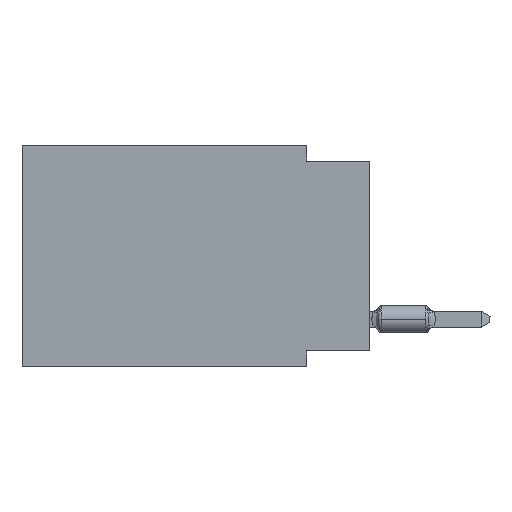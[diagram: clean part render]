
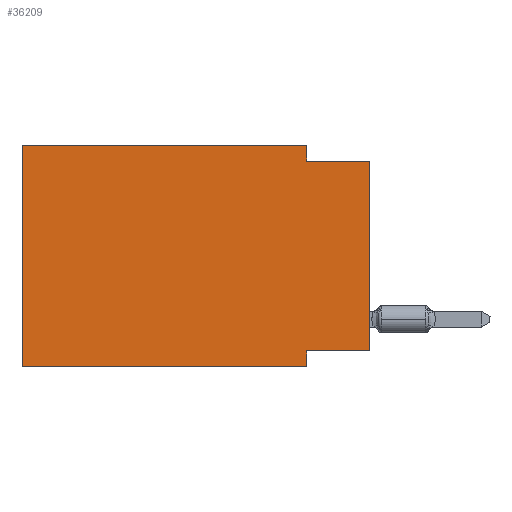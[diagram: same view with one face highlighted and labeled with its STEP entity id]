
A CAD part, left-side view. The second image highlights one B-rep face of the part: STEP entity #36209.
In plain terms, the highlighted planar face has unit normal (-1, 0, 0).
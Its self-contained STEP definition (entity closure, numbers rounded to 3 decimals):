
#1591 = DIRECTION ( 'NONE',  ( 0., 0., -1. ) ) ;
#3011 = ORIENTED_EDGE ( 'NONE', *, *, #9285, .F. ) ;
#5440 = CARTESIAN_POINT ( 'NONE',  ( 0., 13.97, 0. ) ) ;
#6228 = CARTESIAN_POINT ( 'NONE',  ( 0., 0., -8.255 ) ) ;
#6824 = VERTEX_POINT ( 'NONE', #35870 ) ;
#7641 = VERTEX_POINT ( 'NONE', #75283 ) ;
#8358 = ORIENTED_EDGE ( 'NONE', *, *, #39441, .F. ) ;
#9285 = EDGE_CURVE ( 'NONE', #64747, #6824, #64892, .T. ) ;
#12044 = LINE ( 'NONE', #46931, #57431 ) ;
#14031 = LINE ( 'NONE', #5440, #112740 ) ;
#16365 = VERTEX_POINT ( 'NONE', #54121 ) ;
#20132 = VECTOR ( 'NONE', #40991, 1000. ) ;
#20430 = ORIENTED_EDGE ( 'NONE', *, *, #31396, .F. ) ;
#23935 = DIRECTION ( 'NONE',  ( 0., 0., -1. ) ) ;
#24431 = CARTESIAN_POINT ( 'NONE',  ( 0., 2.54, -8.89 ) ) ;
#24746 = EDGE_CURVE ( 'NONE', #7641, #64747, #14031, .T. ) ;
#25504 = DIRECTION ( 'NONE',  ( 0., 1., 0. ) ) ;
#29806 = ORIENTED_EDGE ( 'NONE', *, *, #76536, .T. ) ;
#30683 = VERTEX_POINT ( 'NONE', #57620 ) ;
#31395 = LINE ( 'NONE', #34089, #75312 ) ;
#31396 = EDGE_CURVE ( 'NONE', #39345, #109719, #31395, .T. ) ;
#34089 = CARTESIAN_POINT ( 'NONE',  ( 0., 0., -8.255 ) ) ;
#35870 = CARTESIAN_POINT ( 'NONE',  ( 0., 2.54, 0. ) ) ;
#36209 = ADVANCED_FACE ( 'NONE', ( #74966 ), #109863, .F. ) ;
#38690 = VECTOR ( 'NONE', #95575, 1000. ) ;
#39345 = VERTEX_POINT ( 'NONE', #6228 ) ;
#39441 = EDGE_CURVE ( 'NONE', #6824, #16365, #102384, .T. ) ;
#40991 = DIRECTION ( 'NONE',  ( 0., -1., 0. ) ) ;
#43009 = ORIENTED_EDGE ( 'NONE', *, *, #105603, .T. ) ;
#45341 = ORIENTED_EDGE ( 'NONE', *, *, #80255, .F. ) ;
#45580 = CARTESIAN_POINT ( 'NONE',  ( 0., 13.97, 0. ) ) ;
#46931 = CARTESIAN_POINT ( 'NONE',  ( 0., 13.97, -8.89 ) ) ;
#54121 = CARTESIAN_POINT ( 'NONE',  ( 0., 2.54, -0.635 ) ) ;
#57164 = CARTESIAN_POINT ( 'NONE',  ( 0., 2.54, 0. ) ) ;
#57431 = VECTOR ( 'NONE', #72166, 1000. ) ;
#57620 = CARTESIAN_POINT ( 'NONE',  ( 0., 0., -0.635 ) ) ;
#58080 = DIRECTION ( 'NONE',  ( 0., 0., 1. ) ) ;
#58321 = CARTESIAN_POINT ( 'NONE',  ( 0., 13.97, 0. ) ) ;
#60485 = LINE ( 'NONE', #24431, #78135 ) ;
#64747 = VERTEX_POINT ( 'NONE', #88522 ) ;
#64892 = LINE ( 'NONE', #45580, #77786 ) ;
#67484 = DIRECTION ( 'NONE',  ( 1., 0., 0. ) ) ;
#67892 = LINE ( 'NONE', #77068, #20132 ) ;
#68246 = EDGE_CURVE ( 'NONE', #16365, #30683, #67892, .T. ) ;
#69100 = DIRECTION ( 'NONE',  ( 0., 0., -1. ) ) ;
#71995 = ORIENTED_EDGE ( 'NONE', *, *, #68246, .F. ) ;
#72166 = DIRECTION ( 'NONE',  ( 0., -1., 0. ) ) ;
#72798 = ORIENTED_EDGE ( 'NONE', *, *, #24746, .F. ) ;
#74966 = FACE_OUTER_BOUND ( 'NONE', #104486, .T. ) ;
#75283 = CARTESIAN_POINT ( 'NONE',  ( 0., 13.97, -8.89 ) ) ;
#75312 = VECTOR ( 'NONE', #25504, 1000. ) ;
#76536 = EDGE_CURVE ( 'NONE', #7641, #96598, #12044, .T. ) ;
#76736 = LINE ( 'NONE', #94460, #38690 ) ;
#77068 = CARTESIAN_POINT ( 'NONE',  ( 0., 0., -0.635 ) ) ;
#77104 = CARTESIAN_POINT ( 'NONE',  ( 0., 2.54, -8.89 ) ) ;
#77786 = VECTOR ( 'NONE', #109535, 1000. ) ;
#78135 = VECTOR ( 'NONE', #69100, 1000. ) ;
#80255 = EDGE_CURVE ( 'NONE', #109719, #96598, #60485, .T. ) ;
#81965 = VECTOR ( 'NONE', #23935, 1000. ) ;
#83061 = AXIS2_PLACEMENT_3D ( 'NONE', #58321, #67484, #1591 ) ;
#88522 = CARTESIAN_POINT ( 'NONE',  ( 0., 13.97, 0. ) ) ;
#94460 = CARTESIAN_POINT ( 'NONE',  ( 0., 0., 0. ) ) ;
#95575 = DIRECTION ( 'NONE',  ( 0., 0., 1. ) ) ;
#96598 = VERTEX_POINT ( 'NONE', #77104 ) ;
#97466 = CARTESIAN_POINT ( 'NONE',  ( 0., 2.54, -8.255 ) ) ;
#102384 = LINE ( 'NONE', #57164, #81965 ) ;
#104486 = EDGE_LOOP ( 'NONE', ( #43009, #71995, #8358, #3011, #72798, #29806, #45341, #20430 ) ) ;
#105603 = EDGE_CURVE ( 'NONE', #39345, #30683, #76736, .T. ) ;
#109535 = DIRECTION ( 'NONE',  ( 0., -1., 0. ) ) ;
#109719 = VERTEX_POINT ( 'NONE', #97466 ) ;
#109863 = PLANE ( 'NONE',  #83061 ) ;
#112740 = VECTOR ( 'NONE', #58080, 1000. ) ;
